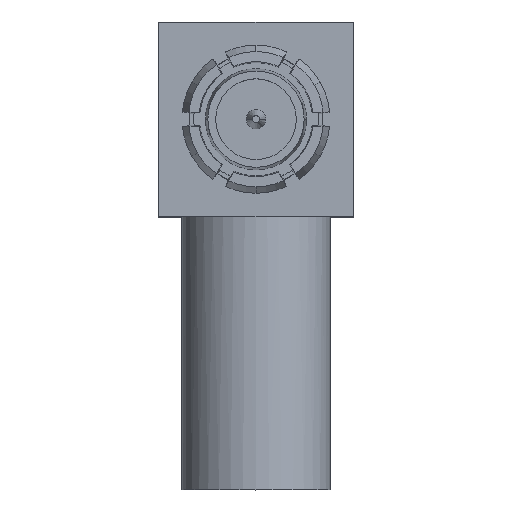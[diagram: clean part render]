
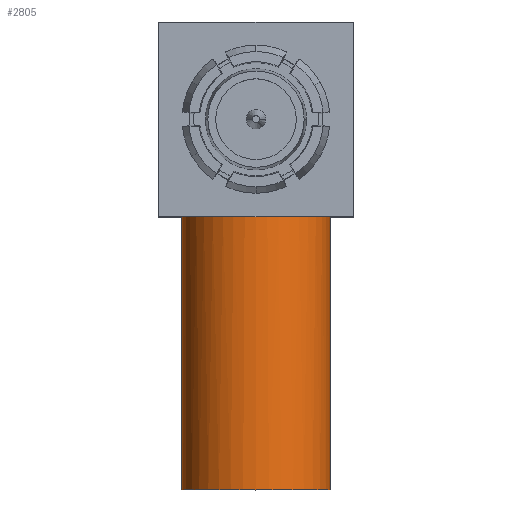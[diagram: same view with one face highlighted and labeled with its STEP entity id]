
A CAD part, top view. The second image highlights one B-rep face of the part: STEP entity #2805.
In plain terms, the highlighted cylindrical face has radius 1.9 mm (diameter 3.8 mm), a partial arc.
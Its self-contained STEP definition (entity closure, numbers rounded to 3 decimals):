
#36 = VECTOR ( 'NONE', #2597, 1000. ) ;
#37 = AXIS2_PLACEMENT_3D ( 'NONE', #2594, #2598, #5037 ) ;
#38 = AXIS2_PLACEMENT_3D ( 'NONE', #5038, #5039, #5040 ) ;
#343 = EDGE_CURVE ( 'NONE', #7485, #7464, #5951, .T. ) ;
#344 = EDGE_CURVE ( 'NONE', #7485, #7495, #6388, .T. ) ;
#545 = EDGE_LOOP ( 'NONE', ( #1539, #1557, #1584, #1572, #6672, #6673 ) ) ;
#1539 = ORIENTED_EDGE ( 'NONE', *, *, #344, .F. ) ;
#1557 = ORIENTED_EDGE ( 'NONE', *, *, #343, .T. ) ;
#1572 = ORIENTED_EDGE ( 'NONE', *, *, #6522, .F. ) ;
#1584 = ORIENTED_EDGE ( 'NONE', *, *, #6521, .F. ) ;
#1789 = AXIS2_PLACEMENT_3D ( 'NONE', #5950, #5954, #5955 ) ;
#1790 = VECTOR ( 'NONE', #5953, 1000. ) ;
#1883 = AXIS2_PLACEMENT_3D ( 'NONE', #2591, #2592, #2593 ) ;
#2591 = CARTESIAN_POINT ( 'NONE',  ( 0., -9.5, -6. ) ) ;
#2592 = DIRECTION ( 'NONE',  ( 0., -1., 0. ) ) ;
#2593 = DIRECTION ( 'NONE',  ( 1., 0., 0. ) ) ;
#2594 = CARTESIAN_POINT ( 'NONE',  ( 0., -2.5, -6. ) ) ;
#2595 = LINE ( 'NONE', #2596, #36 ) ;
#2596 = CARTESIAN_POINT ( 'NONE',  ( 1.9, -9.894, -6. ) ) ;
#2597 = DIRECTION ( 'NONE',  ( 0., -1., 0. ) ) ;
#2598 = DIRECTION ( 'NONE',  ( 0., 1., 0. ) ) ;
#2805 = ADVANCED_FACE ( 'NONE', ( #3910 ), #3916, .T. ) ;
#3087 = CIRCLE ( 'NONE', #1883, 1.9 ) ;
#3088 = CIRCLE ( 'NONE', #37, 1.9 ) ;
#3089 = CIRCLE ( 'NONE', #38, 1.9 ) ;
#3910 = FACE_OUTER_BOUND ( 'NONE', #545, .T. ) ;
#3915 = AXIS2_PLACEMENT_3D ( 'NONE', #4280, #4281, #4282 ) ;
#3916 = CYLINDRICAL_SURFACE ( 'NONE', #3915, 1.9 ) ;
#4280 = CARTESIAN_POINT ( 'NONE',  ( 0., -9.894, -6. ) ) ;
#4281 = DIRECTION ( 'NONE',  ( 0., -1., 0. ) ) ;
#4282 = DIRECTION ( 'NONE',  ( 1., 0., 0. ) ) ;
#5037 = DIRECTION ( 'NONE',  ( 0., 0., 1. ) ) ;
#5038 = CARTESIAN_POINT ( 'NONE',  ( 0., -2.5, -6. ) ) ;
#5039 = DIRECTION ( 'NONE',  ( 0., -1., 0. ) ) ;
#5040 = DIRECTION ( 'NONE',  ( 1., 0., 0. ) ) ;
#5950 = CARTESIAN_POINT ( 'NONE',  ( 0., -2.5, -6. ) ) ;
#5951 = LINE ( 'NONE', #5952, #1790 ) ;
#5952 = CARTESIAN_POINT ( 'NONE',  ( -1.9, -9.894, -6. ) ) ;
#5953 = DIRECTION ( 'NONE',  ( 0., -1., 0. ) ) ;
#5954 = DIRECTION ( 'NONE',  ( 0., 1., 0. ) ) ;
#5955 = DIRECTION ( 'NONE',  ( 0., 0., 1. ) ) ;
#6388 = CIRCLE ( 'NONE', #1789, 1.9 ) ;
#6521 = EDGE_CURVE ( 'NONE', #7487, #7464, #3087, .T. ) ;
#6522 = EDGE_CURVE ( 'NONE', #7506, #7487, #2595, .T. ) ;
#6523 = EDGE_CURVE ( 'NONE', #7523, #7506, #3088, .T. ) ;
#6524 = EDGE_CURVE ( 'NONE', #7523, #7495, #3089, .T. ) ;
#6672 = ORIENTED_EDGE ( 'NONE', *, *, #6523, .F. ) ;
#6673 = ORIENTED_EDGE ( 'NONE', *, *, #6524, .T. ) ;
#7279 = CARTESIAN_POINT ( 'NONE',  ( -1.9, -9.5, -6. ) ) ;
#7300 = CARTESIAN_POINT ( 'NONE',  ( -1.9, -2.5, -6. ) ) ;
#7302 = CARTESIAN_POINT ( 'NONE',  ( 1.9, -9.5, -6. ) ) ;
#7310 = CARTESIAN_POINT ( 'NONE',  ( -0.849, -2.5, -4.3 ) ) ;
#7321 = CARTESIAN_POINT ( 'NONE',  ( 1.9, -2.5, -6. ) ) ;
#7338 = CARTESIAN_POINT ( 'NONE',  ( 0.849, -2.5, -4.3 ) ) ;
#7464 = VERTEX_POINT ( 'NONE', #7279 ) ;
#7485 = VERTEX_POINT ( 'NONE', #7300 ) ;
#7487 = VERTEX_POINT ( 'NONE', #7302 ) ;
#7495 = VERTEX_POINT ( 'NONE', #7310 ) ;
#7506 = VERTEX_POINT ( 'NONE', #7321 ) ;
#7523 = VERTEX_POINT ( 'NONE', #7338 ) ;
